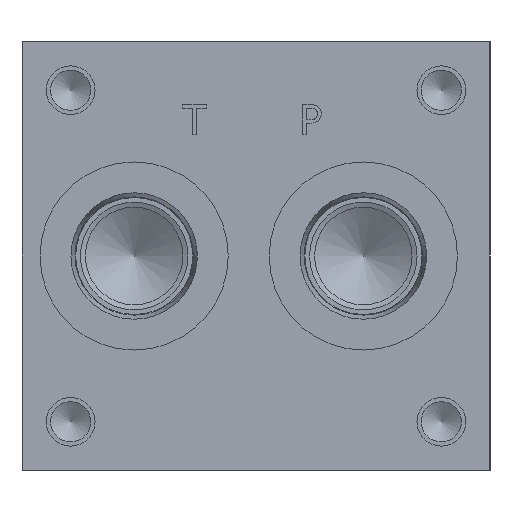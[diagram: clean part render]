
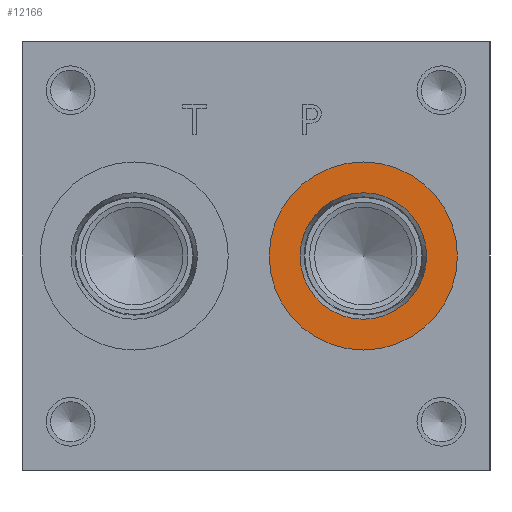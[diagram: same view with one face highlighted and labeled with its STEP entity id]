
A CAD part, left-side view. The second image highlights one B-rep face of the part: STEP entity #12166.
In plain terms, the highlighted planar face has unit normal (-1, 0, 0).
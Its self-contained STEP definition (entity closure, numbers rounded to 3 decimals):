
#270=CIRCLE('',#12777,15.316);
#271=CIRCLE('',#12778,15.316);
#272=CIRCLE('',#12780,10.3);
#273=CIRCLE('',#12781,10.3);
#535=FACE_BOUND('',#2233,.T.);
#1533=FACE_OUTER_BOUND('',#2232,.T.);
#2232=EDGE_LOOP('',(#10220,#10221));
#2233=EDGE_LOOP('',(#10222,#10223));
#5541=VERTEX_POINT('',#20581);
#5542=VERTEX_POINT('',#20583);
#5543=VERTEX_POINT('',#20587);
#5544=VERTEX_POINT('',#20588);
#7166=EDGE_CURVE('',#5541,#5542,#270,.T.);
#7167=EDGE_CURVE('',#5542,#5541,#271,.T.);
#7168=EDGE_CURVE('',#5543,#5544,#272,.T.);
#7169=EDGE_CURVE('',#5544,#5543,#273,.T.);
#10220=ORIENTED_EDGE('',*,*,#7167,.F.);
#10221=ORIENTED_EDGE('',*,*,#7166,.F.);
#10222=ORIENTED_EDGE('',*,*,#7168,.T.);
#10223=ORIENTED_EDGE('',*,*,#7169,.T.);
#11195=PLANE('',#12779);
#12166=ADVANCED_FACE('',(#1533,#535),#11195,.F.);
#12777=AXIS2_PLACEMENT_3D('',#20584,#15030,#15031);
#12778=AXIS2_PLACEMENT_3D('',#20585,#15032,#15033);
#12779=AXIS2_PLACEMENT_3D('',#20586,#15034,#15035);
#12780=AXIS2_PLACEMENT_3D('',#20589,#15036,#15037);
#12781=AXIS2_PLACEMENT_3D('',#20590,#15038,#15039);
#15030=DIRECTION('center_axis',(1.,0.,0.));
#15031=DIRECTION('ref_axis',(0.,0.,-1.));
#15032=DIRECTION('center_axis',(1.,0.,0.));
#15033=DIRECTION('ref_axis',(0.,0.,-1.));
#15034=DIRECTION('center_axis',(1.,0.,0.));
#15035=DIRECTION('ref_axis',(0.,0.,-1.));
#15036=DIRECTION('center_axis',(1.,0.,0.));
#15037=DIRECTION('ref_axis',(0.,0.,-1.));
#15038=DIRECTION('center_axis',(1.,0.,0.));
#15039=DIRECTION('ref_axis',(0.,0.,-1.));
#20581=CARTESIAN_POINT('',(0.787,20.625,19.609));
#20583=CARTESIAN_POINT('',(0.787,20.625,50.241));
#20584=CARTESIAN_POINT('Origin',(0.787,20.625,34.925));
#20585=CARTESIAN_POINT('Origin',(0.787,20.625,34.925));
#20586=CARTESIAN_POINT('Origin',(0.787,20.625,45.225));
#20587=CARTESIAN_POINT('',(0.787,20.625,45.225));
#20588=CARTESIAN_POINT('',(0.787,20.625,24.625));
#20589=CARTESIAN_POINT('Origin',(0.787,20.625,34.925));
#20590=CARTESIAN_POINT('Origin',(0.787,20.625,34.925));
